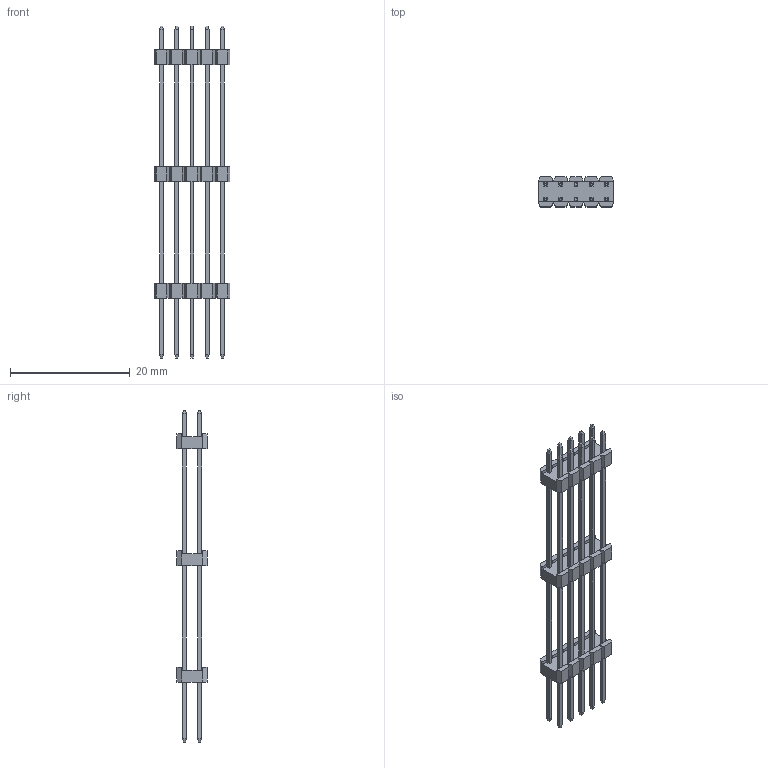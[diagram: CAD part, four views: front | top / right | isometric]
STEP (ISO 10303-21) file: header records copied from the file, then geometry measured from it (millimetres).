
FILE_DESCRIPTION (( 'STEP AP214' ), '1' );
FILE_NAME ('FPH25454-D10S1014351173B-REF.STEP', '2025-10-10T03:26:16', ( '' ), ( '' ), 'SwSTEP 2.0', 'SolidWorks 2021', '' );
FILE_SCHEMA (( 'AUTOMOTIVE_DESIGN' ));
Length unit declared in the file: millimetre
Products named in the file (1): FPH25454-D10S1014351173B-REF
Bounding box: 12.7 x 5.08 x 55.5 mm (x, y, z)
Volume: 597 mm3; surface area: 1951.8 mm2
Topology: 1 solids, 1 shells, 374 faces, 964 edges, 616 vertices
Faces by surface type: plane 374
Entity records: 11134 total; most frequent: CARTESIAN_POINT 1955, ORIENTED_EDGE 1928, DIRECTION 1714, EDGE_CURVE 964, LINE 964, VECTOR 964, VERTEX_POINT 616, EDGE_LOOP 434
